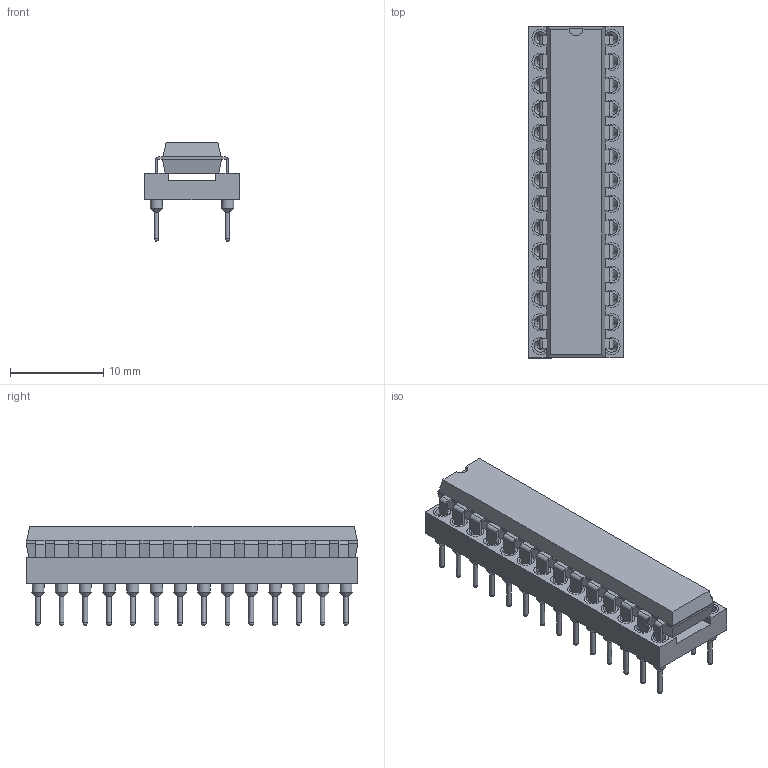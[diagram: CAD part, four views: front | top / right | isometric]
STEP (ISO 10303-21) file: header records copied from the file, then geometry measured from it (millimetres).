
FILE_DESCRIPTION(/* description */ (''),/* implementation_level */ '2;1');
FILE_NAME(/* name */ 'DIP-28_W7.62mm_WithSocket.step',/* time_stamp */ '2020-08-12T18:24:31-06:00',/* author */ (''),/* organization */ (''),/* preprocessor_version */ 'ST-DEVELOPER v18.1',/* originating_system */ 'Autodesk Translation Framework v9.3.0.1241',/* authorisation */ '');
FILE_SCHEMA (('AUTOMOTIVE_DESIGN { 1 0 10303 214 3 1 1 }'));
Length unit declared in the file: millimetre
Products named in the file (6): MCP23017_Socket; DIP-28_W7.62mm; SOLID; DIP28ass v1; Frame; contact
Assembly tree (32 placements, depth 3):
  MCP23017_Socket
    DIP-28_W7.62mm
      SOLID
    DIP28ass v1
      Frame
      contact  x28
Bounding box: 10.16 x 35.56 x 10.57 mm (x, y, z)
Volume: 1346.5 mm3; surface area: 3117.3 mm2
Topology: 30 solids, 30 shells, 926 faces, 2312 edges, 1500 vertices
Faces by surface type: plane 560, cylinder 170, bspline 112, cone 56, sphere 28
Full cylindrical faces by diameter (mm): 0.5 x28, 1.42 x28, 1.83 x56
Entity records: 19269 total; most frequent: CARTESIAN_POINT 3288, ORIENTED_EDGE 3164, DIRECTION 3102, EDGE_CURVE 1582, LINE 1334, VECTOR 1334, VERTEX_POINT 1014, AXIS2_PLACEMENT_3D 884
